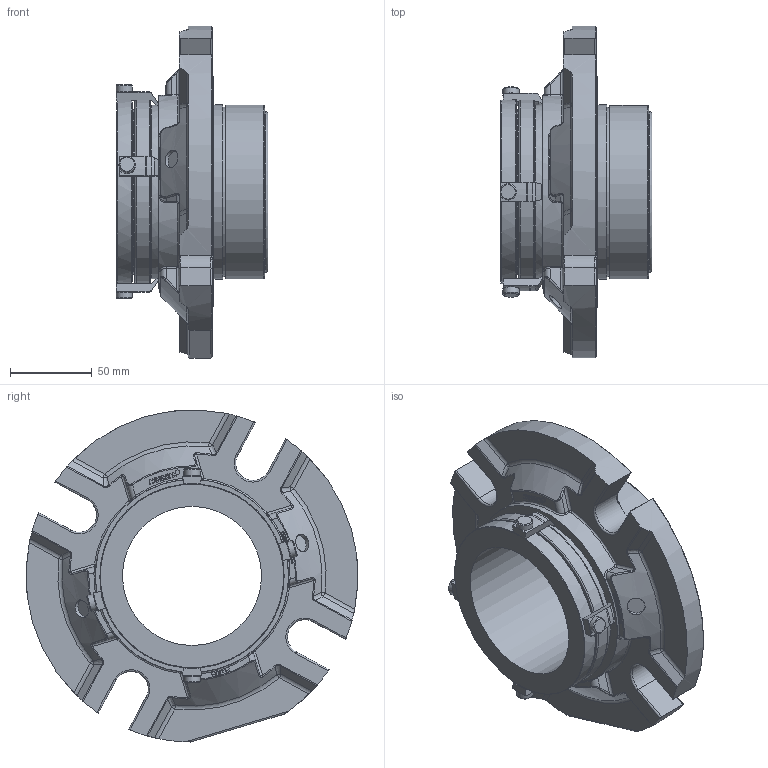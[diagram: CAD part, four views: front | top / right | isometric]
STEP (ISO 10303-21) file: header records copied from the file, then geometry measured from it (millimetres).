
FILE_DESCRIPTION(/* description */ ('Unknown'),/* implementation_level */ '2;1');
FILE_NAME(/* name */ '85mm',/* time_stamp */ '2023-02-06T16:43:52+00:00',/* author */ ('Unknown'),/* organization */ ('Unknown'),/* preprocessor_version */ 'ST-DEVELOPER v16.7',/* originating_system */ 'Solid Edge',/* authorisation */ 'Unknown');
FILE_SCHEMA (('AUTOMOTIVE_DESIGN {1 0 10303 214 3 1 1}'));
Length unit declared in the file: millimetre
Products named in the file (1): 85mm
Bounding box: 92.87 x 202.8 x 202.87 mm (x, y, z)
Volume: 742671.8 mm3; surface area: 122605.1 mm2
Topology: 1 solids, 1 shells, 560 faces, 1425 edges, 903 vertices
Faces by surface type: plane 199, cylinder 148, bspline 91, torus 79, sphere 22, cone 21
Full cylindrical faces by diameter (mm): 2.821 x1, 10 x4, 10.998 x2, 85 x1, 98.4 x1, 100.406 x1, 103.378 x1, 106.248 x1, 106.35 x1, 106.68 x1, 112.547 x2, 118 x1, 129.591 x1
Entity records: 19641 total; most frequent: CARTESIAN_POINT 7082, ORIENTED_EDGE 2752, DIRECTION 2364, EDGE_CURVE 1376, AXIS2_PLACEMENT_3D 925, VERTEX_POINT 886, EDGE_LOOP 638, FACE_BOUND 638
